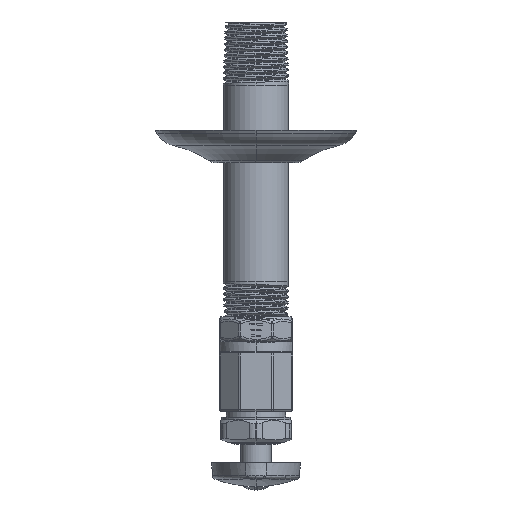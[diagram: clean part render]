
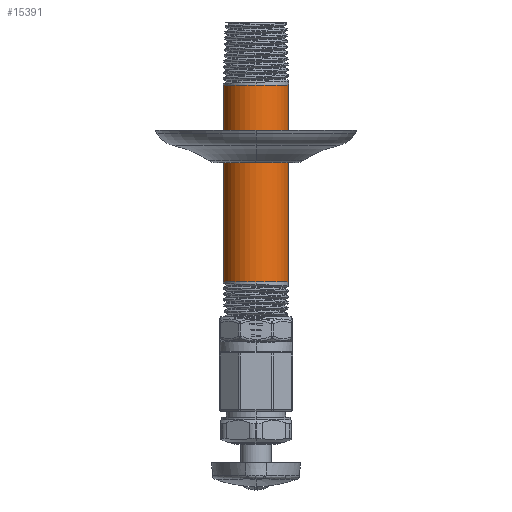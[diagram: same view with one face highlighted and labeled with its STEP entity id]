
A CAD part, front view. The second image highlights one B-rep face of the part: STEP entity #15391.
In plain terms, the highlighted cylindrical face has radius 10.325 mm (diameter 20.65 mm), a partial arc.
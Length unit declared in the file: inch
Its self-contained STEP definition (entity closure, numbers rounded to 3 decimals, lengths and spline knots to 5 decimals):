
#11880=DIRECTION('',(0.,0.,1.));
#11881=VECTOR('',#11880,2.436);
#11882=CARTESIAN_POINT('',(0.4065,0.,1.8745));
#11883=LINE('',#11882,#11881);
#11884=DIRECTION('',(0.,0.,1.));
#11885=VECTOR('',#11884,2.436);
#11886=CARTESIAN_POINT('',(-0.4065,0.,1.8745));
#11887=LINE('',#11886,#11885);
#11956=CARTESIAN_POINT('',(0.,0.,4.3105));
#11957=DIRECTION('',(0.,0.,1.));
#11958=DIRECTION('',(-1.,0.,0.));
#11959=AXIS2_PLACEMENT_3D('',#11956,#11957,#11958);
#12374=CARTESIAN_POINT('',(0.,0.,4.3105));
#12375=DIRECTION('',(0.,0.,1.));
#12376=DIRECTION('',(0.,-1.,0.));
#12377=AXIS2_PLACEMENT_3D('',#12374,#12375,#12376);
#13328=CARTESIAN_POINT('',(0.,0.,1.8745));
#13329=DIRECTION('',(0.,0.,1.));
#13330=DIRECTION('',(-1.,0.,0.));
#13331=AXIS2_PLACEMENT_3D('',#13328,#13329,#13330);
#13812=CARTESIAN_POINT('',(0.,0.,1.8745));
#13813=DIRECTION('',(0.,0.,1.));
#13814=DIRECTION('',(0.,-1.,0.));
#13815=AXIS2_PLACEMENT_3D('',#13812,#13813,#13814);
#15162=CARTESIAN_POINT('',(-0.4065,0.,4.3105));
#15163=CARTESIAN_POINT('',(0.,-0.4065,4.3105));
#15164=VERTEX_POINT('',#15162);
#15165=VERTEX_POINT('',#15163);
#15166=CARTESIAN_POINT('',(0.4065,0.,4.3105));
#15167=VERTEX_POINT('',#15166);
#15238=CARTESIAN_POINT('',(-0.4065,0.,1.8745));
#15239=CARTESIAN_POINT('',(0.,-0.4065,1.8745));
#15240=VERTEX_POINT('',#15238);
#15241=VERTEX_POINT('',#15239);
#15242=CARTESIAN_POINT('',(0.4065,0.,1.8745));
#15243=VERTEX_POINT('',#15242);
#15374=CARTESIAN_POINT('',(0.,0.,1.0925));
#15375=DIRECTION('',(0.,0.,1.));
#15376=DIRECTION('',(1.,0.,0.));
#15377=AXIS2_PLACEMENT_3D('',#15374,#15375,#15376);
#15378=CYLINDRICAL_SURFACE('',#15377,0.4065);
#15380=ORIENTED_EDGE('',*,*,#15379,.F.);
#15381=ORIENTED_EDGE('',*,*,#15369,.T.);
#15383=ORIENTED_EDGE('',*,*,#15382,.T.);
#15385=ORIENTED_EDGE('',*,*,#15384,.T.);
#15386=ORIENTED_EDGE('',*,*,#15363,.F.);
#15388=ORIENTED_EDGE('',*,*,#15387,.F.);
#15389=EDGE_LOOP('',(#15380,#15381,#15383,#15385,#15386,#15388));
#15390=FACE_OUTER_BOUND('',#15389,.F.);
#15391=ADVANCED_FACE('',(#15390),#15378,.T.);
#11960=CIRCLE('',#11959,0.4065);
#12378=CIRCLE('',#12377,0.4065);
#13332=CIRCLE('',#13331,0.4065);
#13816=CIRCLE('',#13815,0.4065);
#15363=EDGE_CURVE('',#15243,#15167,#11883,.T.);
#15369=EDGE_CURVE('',#15240,#15164,#11887,.T.);
#15379=EDGE_CURVE('',#15240,#15241,#13332,.T.);
#15382=EDGE_CURVE('',#15164,#15165,#11960,.T.);
#15384=EDGE_CURVE('',#15165,#15167,#12378,.T.);
#15387=EDGE_CURVE('',#15241,#15243,#13816,.T.);
